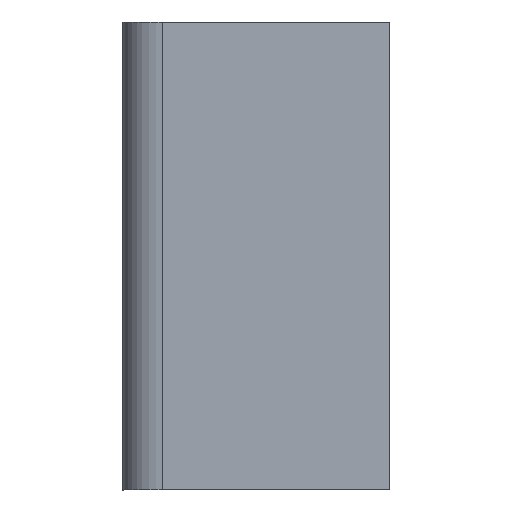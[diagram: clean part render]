
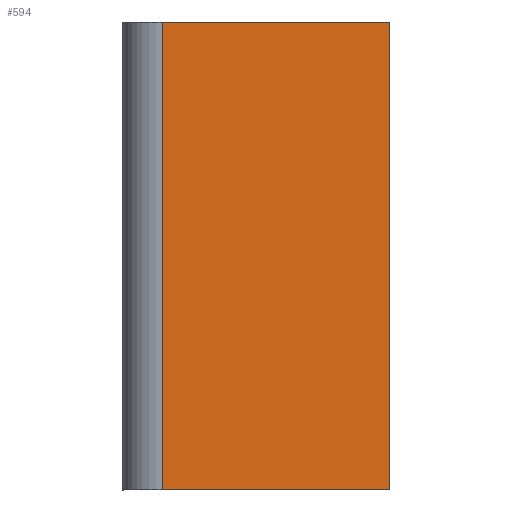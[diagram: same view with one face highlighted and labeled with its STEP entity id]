
A CAD part, top view. The second image highlights one B-rep face of the part: STEP entity #594.
In plain terms, the highlighted face is planar.
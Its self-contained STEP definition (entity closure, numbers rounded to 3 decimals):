
#28 = EDGE_CURVE ( 'NONE', #917, #720, #70, .T. ) ;
#67 = VECTOR ( 'NONE', #216, 1000. ) ;
#70 = LINE ( 'NONE', #1352, #67 ) ;
#74 = VERTEX_POINT ( 'NONE', #415 ) ;
#108 = ORIENTED_EDGE ( 'NONE', *, *, #327, .T. ) ;
#148 = CARTESIAN_POINT ( 'NONE',  ( 175., 0., 30. ) ) ;
#154 = LINE ( 'NONE', #1268, #499 ) ;
#196 = DIRECTION ( 'NONE',  ( 0., 0., -1. ) ) ;
#198 = DIRECTION ( 'NONE',  ( 0., -1., 0. ) ) ;
#211 = PLANE ( 'NONE',  #1316 ) ;
#216 = DIRECTION ( 'NONE',  ( -1., 0., 0. ) ) ;
#241 = DIRECTION ( 'NONE',  ( 0., 0., 1. ) ) ;
#298 = ORIENTED_EDGE ( 'NONE', *, *, #566, .F. ) ;
#307 = CARTESIAN_POINT ( 'NONE',  ( -175., 0., 30. ) ) ;
#327 = EDGE_CURVE ( 'NONE', #917, #1036, #154, .T. ) ;
#360 = CARTESIAN_POINT ( 'NONE',  ( 175., 0., 30. ) ) ;
#415 = CARTESIAN_POINT ( 'NONE',  ( -175., 0., 200. ) ) ;
#449 = DIRECTION ( 'NONE',  ( -1., 0., 0. ) ) ;
#494 = CARTESIAN_POINT ( 'NONE',  ( -175., 0., 30. ) ) ;
#499 = VECTOR ( 'NONE', #1245, 1000. ) ;
#521 = ORIENTED_EDGE ( 'NONE', *, *, #28, .F. ) ;
#547 = VECTOR ( 'NONE', #241, 1000. ) ;
#566 = EDGE_CURVE ( 'NONE', #720, #74, #934, .T. ) ;
#594 = ADVANCED_FACE ( 'NONE', ( #655 ), #211, .T. ) ;
#640 = ORIENTED_EDGE ( 'NONE', *, *, #1321, .T. ) ;
#655 = FACE_OUTER_BOUND ( 'NONE', #867, .T. ) ;
#720 = VERTEX_POINT ( 'NONE', #494 ) ;
#788 = CARTESIAN_POINT ( 'NONE',  ( 175., 0., 200. ) ) ;
#867 = EDGE_LOOP ( 'NONE', ( #298, #521, #108, #640 ) ) ;
#874 = VECTOR ( 'NONE', #449, 1000. ) ;
#902 = CARTESIAN_POINT ( 'NONE',  ( 175., 0., 200. ) ) ;
#917 = VERTEX_POINT ( 'NONE', #148 ) ;
#934 = LINE ( 'NONE', #307, #547 ) ;
#1036 = VERTEX_POINT ( 'NONE', #902 ) ;
#1245 = DIRECTION ( 'NONE',  ( 0., 0., 1. ) ) ;
#1268 = CARTESIAN_POINT ( 'NONE',  ( 175., 0., 30. ) ) ;
#1315 = LINE ( 'NONE', #788, #874 ) ;
#1316 = AXIS2_PLACEMENT_3D ( 'NONE', #360, #198, #196 ) ;
#1321 = EDGE_CURVE ( 'NONE', #1036, #74, #1315, .T. ) ;
#1352 = CARTESIAN_POINT ( 'NONE',  ( 175., 0., 30. ) ) ;
